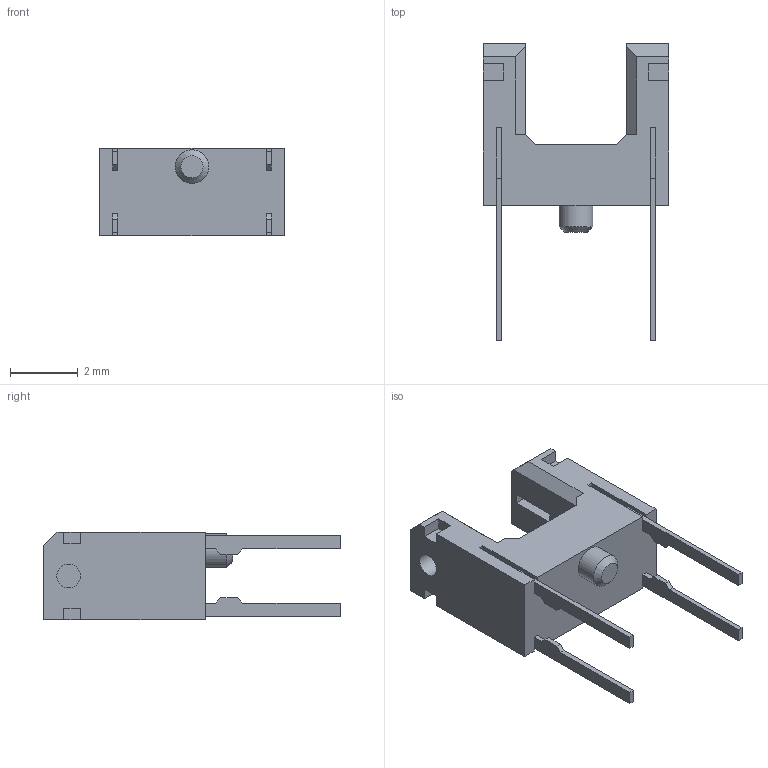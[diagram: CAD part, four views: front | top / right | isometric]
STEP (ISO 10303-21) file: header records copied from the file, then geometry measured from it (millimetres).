
FILE_DESCRIPTION(('HOOPS Exchange Step'),'2;1');
FILE_NAME('temp_export','2023-04-19T00:29:11-16:00',('30abd'),('Shapr3D Limited'),'HOOPS Exchange 2022.2','Shapr3D','Authorized');
FILE_SCHEMA( ('AUTOMOTIVE_DESIGN { 1 0 10303 214 1 1 1 1 }') );
Length unit declared in the file: millimetre
Products named in the file (2): GP1S094HCZ0F.STEP; root
Assembly tree (1 placements, depth 2):
  root
    GP1S094HCZ0F.STEP
Bounding box: 5.5 x 8.8 x 2.6 mm (x, y, z)
Volume: 44.6 mm3; surface area: 136 mm2
Topology: 1 solids, 1 shells, 112 faces, 303 edges, 199 vertices
Faces by surface type: plane 108, cylinder 3, cone 1
Full cylindrical faces by diameter (mm): 0.7 x2, 1 x1
Entity records: 3536 total; most frequent: CARTESIAN_POINT 616, ORIENTED_EDGE 606, DIRECTION 542, EDGE_CURVE 303, VECTOR 292, LINE 292, VERTEX_POINT 199, AXIS2_PLACEMENT_3D 125
